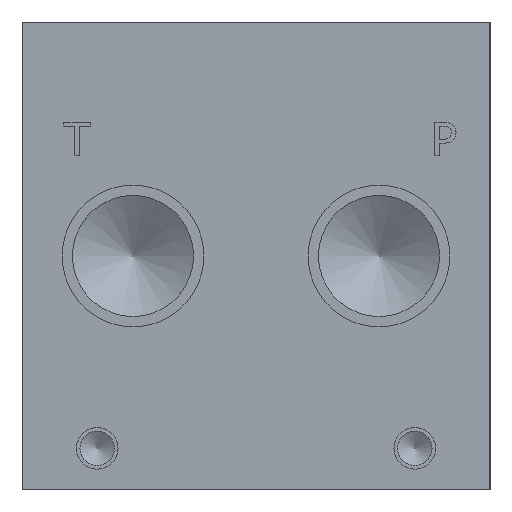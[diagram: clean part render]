
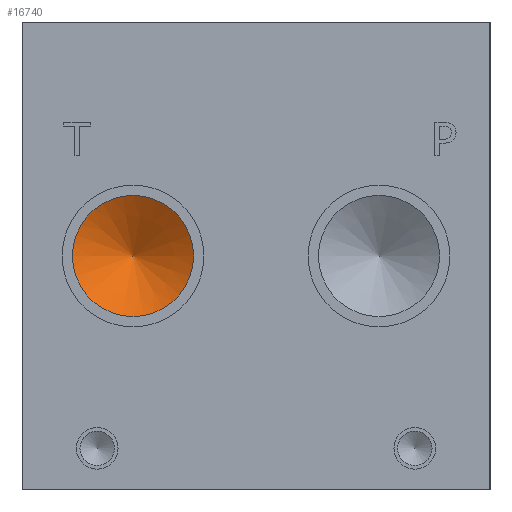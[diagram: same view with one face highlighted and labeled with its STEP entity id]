
A CAD part, left-side view. The second image highlights one B-rep face of the part: STEP entity #16740.
In plain terms, the highlighted conical face has half-angle 60 degrees and reference radius 5.753 mm.
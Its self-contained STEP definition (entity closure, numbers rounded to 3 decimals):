
#129=CONICAL_SURFACE('',#17457,5.753,1.047);
#465=CIRCLE('',#17458,11.506);
#466=CIRCLE('',#17459,11.506);
#2098=FACE_OUTER_BOUND('',#3063,.T.);
#3063=EDGE_LOOP('',(#13845,#13846,#13847,#13848));
#4687=LINE('',#28198,#6171);
#6171=VECTOR('',#20305,5.753);
#7563=VERTEX_POINT('',#28194);
#7564=VERTEX_POINT('',#28195);
#7565=VERTEX_POINT('',#28197);
#9786=EDGE_CURVE('',#7563,#7564,#465,.T.);
#9787=EDGE_CURVE('',#7564,#7565,#4687,.T.);
#9788=EDGE_CURVE('',#7564,#7563,#466,.T.);
#13845=ORIENTED_EDGE('',*,*,#9786,.T.);
#13846=ORIENTED_EDGE('',*,*,#9787,.T.);
#13847=ORIENTED_EDGE('',*,*,#9787,.F.);
#13848=ORIENTED_EDGE('',*,*,#9788,.T.);
#16740=ADVANCED_FACE('',(#2098),#129,.F.);
#17457=AXIS2_PLACEMENT_3D('',#28193,#20301,#20302);
#17458=AXIS2_PLACEMENT_3D('',#28196,#20303,#20304);
#17459=AXIS2_PLACEMENT_3D('',#28199,#20306,#20307);
#20301=DIRECTION('center_axis',(-1.,0.,0.));
#20302=DIRECTION('ref_axis',(0.,1.,0.));
#20303=DIRECTION('center_axis',(-1.,0.,0.));
#20304=DIRECTION('ref_axis',(0.,1.,0.));
#20305=DIRECTION('',(0.5,0.866,0.));
#20306=DIRECTION('center_axis',(-1.,0.,0.));
#20307=DIRECTION('ref_axis',(0.,1.,0.));
#28193=CARTESIAN_POINT('Origin',(19.835,67.818,44.45));
#28194=CARTESIAN_POINT('',(16.514,79.324,44.45));
#28195=CARTESIAN_POINT('',(16.514,56.312,44.45));
#28196=CARTESIAN_POINT('Origin',(16.514,67.818,44.45));
#28197=CARTESIAN_POINT('',(23.157,67.818,44.45));
#28198=CARTESIAN_POINT('',(19.835,62.065,44.45));
#28199=CARTESIAN_POINT('Origin',(16.514,67.818,44.45));
